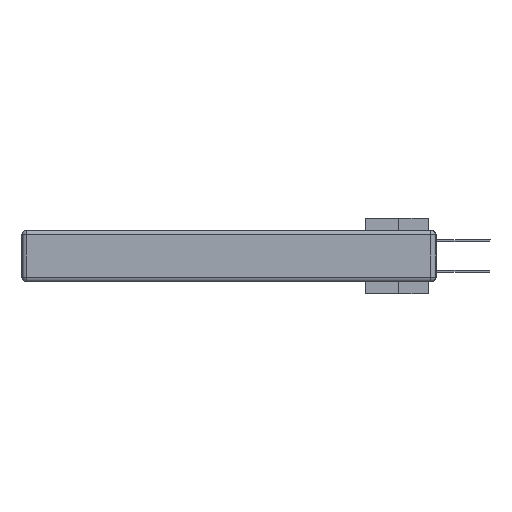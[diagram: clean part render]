
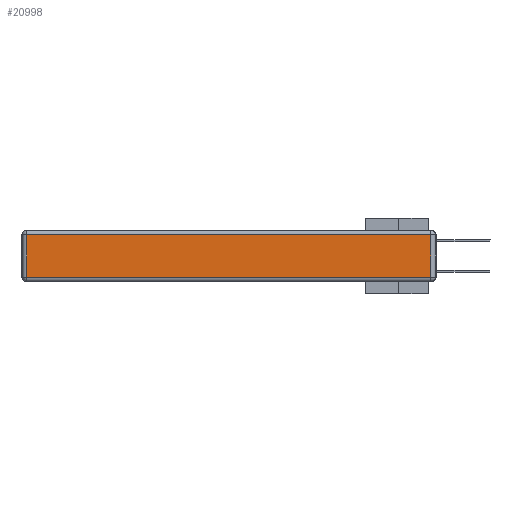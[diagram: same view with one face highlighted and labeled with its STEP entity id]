
A CAD part, left-side view. The second image highlights one B-rep face of the part: STEP entity #20998.
In plain terms, the highlighted planar face has unit normal (-1, 0, 0).
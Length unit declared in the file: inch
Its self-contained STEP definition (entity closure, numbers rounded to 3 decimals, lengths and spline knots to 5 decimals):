
#669 = LINE ( 'NONE', #1063, #35969 ) ;
#1063 = CARTESIAN_POINT ( 'NONE',  ( 0., 0.03, -0.343 ) ) ;
#1130 = CARTESIAN_POINT ( 'NONE',  ( 0., 0., -0.343 ) ) ;
#1919 = VERTEX_POINT ( 'NONE', #31914 ) ;
#2243 = DIRECTION ( 'NONE',  ( 0., 1., 0. ) ) ;
#2440 = DIRECTION ( 'NONE',  ( 0., 0., -1. ) ) ;
#2853 = CARTESIAN_POINT ( 'NONE',  ( 0., 2.72, -0.343 ) ) ;
#3609 = ORIENTED_EDGE ( 'NONE', *, *, #18127, .T. ) ;
#4785 = CARTESIAN_POINT ( 'NONE',  ( 0., 0.03, -0.313 ) ) ;
#4987 = ORIENTED_EDGE ( 'NONE', *, *, #18705, .T. ) ;
#5562 = LINE ( 'NONE', #5777, #7609 ) ;
#5777 = CARTESIAN_POINT ( 'NONE',  ( 0., 2.75, -0.03 ) ) ;
#7609 = VECTOR ( 'NONE', #2243, 39.37008 ) ;
#9176 = CARTESIAN_POINT ( 'NONE',  ( 0., 2.72, -0.313 ) ) ;
#10645 = DIRECTION ( 'NONE',  ( 0., 0., 1. ) ) ;
#14136 = VECTOR ( 'NONE', #32747, 39.37008 ) ;
#14160 = FACE_OUTER_BOUND ( 'NONE', #15071, .T. ) ;
#14767 = CARTESIAN_POINT ( 'NONE',  ( 0., 2.72, -0.03 ) ) ;
#15071 = EDGE_LOOP ( 'NONE', ( #3609, #4987, #37325, #24533 ) ) ;
#16424 = CARTESIAN_POINT ( 'NONE',  ( 0., 0., -0.313 ) ) ;
#18127 = EDGE_CURVE ( 'NONE', #19946, #34548, #26327, .T. ) ;
#18568 = LINE ( 'NONE', #2853, #34806 ) ;
#18705 = EDGE_CURVE ( 'NONE', #34548, #1919, #669, .T. ) ;
#18985 = EDGE_CURVE ( 'NONE', #1919, #21126, #5562, .T. ) ;
#19946 = VERTEX_POINT ( 'NONE', #9176 ) ;
#20998 = ADVANCED_FACE ( 'NONE', ( #14160 ), #29465, .T. ) ;
#21126 = VERTEX_POINT ( 'NONE', #14767 ) ;
#24533 = ORIENTED_EDGE ( 'NONE', *, *, #32006, .T. ) ;
#26327 = LINE ( 'NONE', #16424, #14136 ) ;
#26352 = DIRECTION ( 'NONE',  ( -1., 0., 0. ) ) ;
#28511 = AXIS2_PLACEMENT_3D ( 'NONE', #1130, #26352, #10645 ) ;
#29465 = PLANE ( 'NONE',  #28511 ) ;
#31914 = CARTESIAN_POINT ( 'NONE',  ( 0., 0.03, -0.03 ) ) ;
#32006 = EDGE_CURVE ( 'NONE', #21126, #19946, #18568, .T. ) ;
#32747 = DIRECTION ( 'NONE',  ( 0., -1., 0. ) ) ;
#34548 = VERTEX_POINT ( 'NONE', #4785 ) ;
#34806 = VECTOR ( 'NONE', #2440, 39.37008 ) ;
#35969 = VECTOR ( 'NONE', #39892, 39.37008 ) ;
#37325 = ORIENTED_EDGE ( 'NONE', *, *, #18985, .T. ) ;
#39892 = DIRECTION ( 'NONE',  ( 0., 0., 1. ) ) ;
